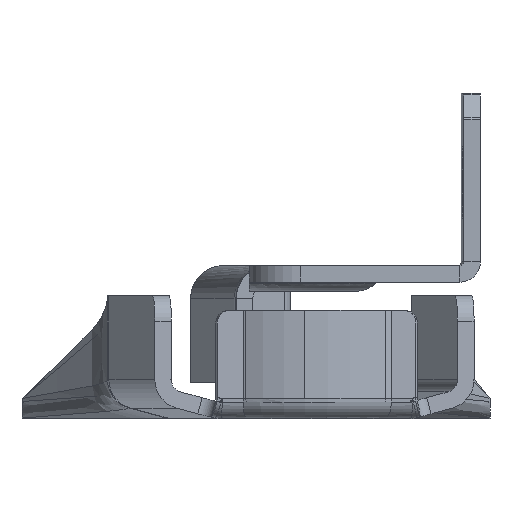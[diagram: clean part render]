
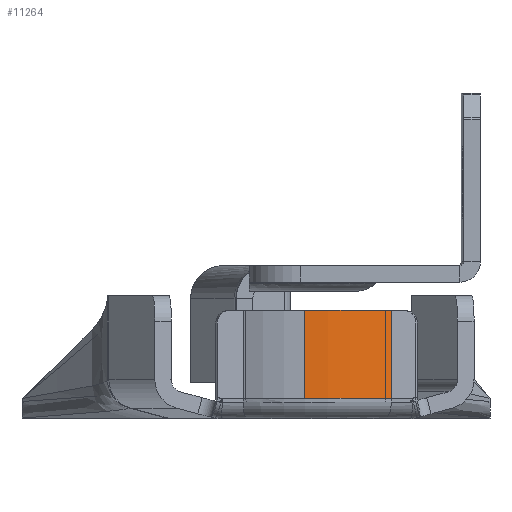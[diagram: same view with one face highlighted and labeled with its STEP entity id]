
A CAD part, left-side view. The second image highlights one B-rep face of the part: STEP entity #11264.
In plain terms, the highlighted cylindrical face has radius 12.3 mm (diameter 24.6 mm), a partial arc.
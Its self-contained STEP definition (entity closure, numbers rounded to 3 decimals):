
#1098 = CYLINDRICAL_SURFACE ( 'NONE', #20050, 12.3 ) ;
#1321 = CARTESIAN_POINT ( 'NONE',  ( -387.701, -2.904, 7.2 ) ) ;
#1768 = CARTESIAN_POINT ( 'NONE',  ( -387.701, -2.904, 0.3 ) ) ;
#2014 = CIRCLE ( 'NONE', #15225, 12.3 ) ;
#2079 = EDGE_CURVE ( 'NONE', #9921, #15358, #14317, .T. ) ;
#3076 = DIRECTION ( 'NONE',  ( 1., 0., 0. ) ) ;
#3248 = ORIENTED_EDGE ( 'NONE', *, *, #8562, .F. ) ;
#4026 = CARTESIAN_POINT ( 'NONE',  ( -397.958, -9.693, 0.3 ) ) ;
#4551 = LINE ( 'NONE', #19220, #14686 ) ;
#4953 = ORIENTED_EDGE ( 'NONE', *, *, #22830, .F. ) ;
#5205 = DIRECTION ( 'NONE',  ( 0., 0., -1. ) ) ;
#5329 = CARTESIAN_POINT ( 'NONE',  ( -397.958, -9.693, 7.2 ) ) ;
#5866 = AXIS2_PLACEMENT_3D ( 'NONE', #16300, #14867, #11190 ) ;
#6233 = DIRECTION ( 'NONE',  ( -1., 0., 0. ) ) ;
#6581 = DIRECTION ( 'NONE',  ( 0., 0., -1. ) ) ;
#8562 = EDGE_CURVE ( 'NONE', #9921, #11652, #21015, .T. ) ;
#8950 = DIRECTION ( 'NONE',  ( 0., 0., 1. ) ) ;
#9164 = ORIENTED_EDGE ( 'NONE', *, *, #13849, .T. ) ;
#9651 = CARTESIAN_POINT ( 'NONE',  ( -400.001, -2.904, 7.2 ) ) ;
#9921 = VERTEX_POINT ( 'NONE', #9651 ) ;
#10201 = DIRECTION ( 'NONE',  ( 0., 0., -1. ) ) ;
#11190 = DIRECTION ( 'NONE',  ( 1., 0., 0. ) ) ;
#11264 = ADVANCED_FACE ( 'NONE', ( #15499 ), #1098, .T. ) ;
#11652 = VERTEX_POINT ( 'NONE', #5329 ) ;
#13849 = EDGE_CURVE ( 'NONE', #15358, #18115, #2014, .T. ) ;
#13850 = ORIENTED_EDGE ( 'NONE', *, *, #2079, .T. ) ;
#14199 = CARTESIAN_POINT ( 'NONE',  ( -400.001, -2.904, 7.2 ) ) ;
#14317 = LINE ( 'NONE', #14199, #23330 ) ;
#14686 = VECTOR ( 'NONE', #10201, 1000. ) ;
#14867 = DIRECTION ( 'NONE',  ( 0., 0., 1. ) ) ;
#15225 = AXIS2_PLACEMENT_3D ( 'NONE', #1768, #8950, #3076 ) ;
#15287 = CARTESIAN_POINT ( 'NONE',  ( -400.001, -2.904, 0.3 ) ) ;
#15358 = VERTEX_POINT ( 'NONE', #15287 ) ;
#15499 = FACE_OUTER_BOUND ( 'NONE', #15559, .T. ) ;
#15559 = EDGE_LOOP ( 'NONE', ( #3248, #13850, #9164, #4953 ) ) ;
#16300 = CARTESIAN_POINT ( 'NONE',  ( -387.701, -2.904, 7.2 ) ) ;
#18115 = VERTEX_POINT ( 'NONE', #4026 ) ;
#19220 = CARTESIAN_POINT ( 'NONE',  ( -397.958, -9.693, 7.2 ) ) ;
#20050 = AXIS2_PLACEMENT_3D ( 'NONE', #1321, #6581, #6233 ) ;
#21015 = CIRCLE ( 'NONE', #5866, 12.3 ) ;
#22830 = EDGE_CURVE ( 'NONE', #11652, #18115, #4551, .T. ) ;
#23330 = VECTOR ( 'NONE', #5205, 1000. ) ;
